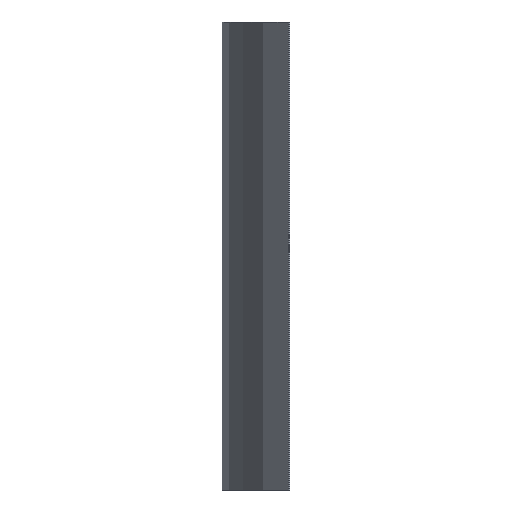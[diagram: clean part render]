
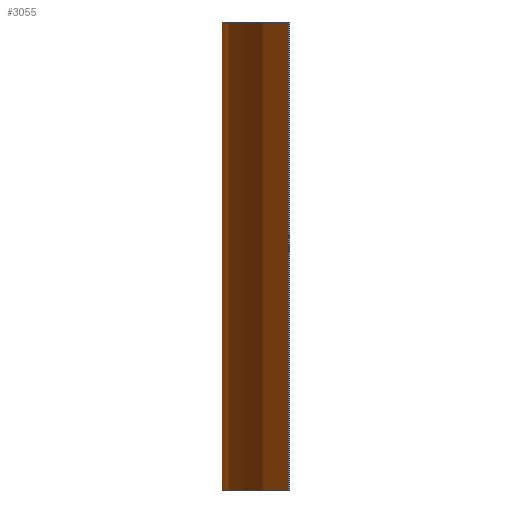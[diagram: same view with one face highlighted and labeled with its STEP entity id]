
A CAD part, left-side view. The second image highlights one B-rep face of the part: STEP entity #3055.
In plain terms, the highlighted cylindrical face has radius 54.7 mm (diameter 109.401 mm), a partial arc.
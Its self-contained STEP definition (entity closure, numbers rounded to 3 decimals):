
#61 = LINE ( 'NONE', #1985, #2605 ) ;
#226 = DIRECTION ( 'NONE',  ( 1., 0., 0. ) ) ;
#244 = VERTEX_POINT ( 'NONE', #1486 ) ;
#266 = CARTESIAN_POINT ( 'NONE',  ( 228.306, -163.508, -100. ) ) ;
#355 = DIRECTION ( 'NONE',  ( 1., 0., 0. ) ) ;
#524 = EDGE_CURVE ( 'NONE', #2519, #1268, #1891, .T. ) ;
#792 = DIRECTION ( 'NONE',  ( 0., 0., 1. ) ) ;
#925 = CIRCLE ( 'NONE', #3732, 54.7 ) ;
#1075 = EDGE_CURVE ( 'NONE', #2519, #4058, #925, .T. ) ;
#1081 = ORIENTED_EDGE ( 'NONE', *, *, #1075, .T. ) ;
#1164 = EDGE_CURVE ( 'NONE', #1268, #244, #2016, .T. ) ;
#1268 = VERTEX_POINT ( 'NONE', #1565 ) ;
#1299 = DIRECTION ( 'NONE',  ( 0., 0., 1. ) ) ;
#1475 = CARTESIAN_POINT ( 'NONE',  ( 228.306, -163.508, -100. ) ) ;
#1486 = CARTESIAN_POINT ( 'NONE',  ( 154.437, -163.508, 0. ) ) ;
#1565 = CARTESIAN_POINT ( 'NONE',  ( 228.306, -163.508, 0. ) ) ;
#1891 = LINE ( 'NONE', #1475, #3459 ) ;
#1974 = AXIS2_PLACEMENT_3D ( 'NONE', #4019, #2136, #226 ) ;
#1985 = CARTESIAN_POINT ( 'NONE',  ( 154.437, -163.508, -100. ) ) ;
#2016 = CIRCLE ( 'NONE', #1974, 54.7 ) ;
#2136 = DIRECTION ( 'NONE',  ( 0., 0., 1. ) ) ;
#2220 = ORIENTED_EDGE ( 'NONE', *, *, #1164, .F. ) ;
#2263 = CARTESIAN_POINT ( 'NONE',  ( 191.372, -203.856, -100. ) ) ;
#2299 = DIRECTION ( 'NONE',  ( 0., 0., 1. ) ) ;
#2519 = VERTEX_POINT ( 'NONE', #266 ) ;
#2605 = VECTOR ( 'NONE', #2299, 1000. ) ;
#2636 = ORIENTED_EDGE ( 'NONE', *, *, #524, .F. ) ;
#2673 = AXIS2_PLACEMENT_3D ( 'NONE', #2263, #1299, #355 ) ;
#2695 = CARTESIAN_POINT ( 'NONE',  ( 191.372, -203.856, -100. ) ) ;
#2764 = FACE_OUTER_BOUND ( 'NONE', #3560, .T. ) ;
#2961 = ORIENTED_EDGE ( 'NONE', *, *, #4015, .T. ) ;
#3016 = DIRECTION ( 'NONE',  ( 1., 0., 0. ) ) ;
#3055 = ADVANCED_FACE ( 'NONE', ( #2764 ), #3497, .T. ) ;
#3264 = CARTESIAN_POINT ( 'NONE',  ( 154.437, -163.508, -100. ) ) ;
#3459 = VECTOR ( 'NONE', #3678, 1000. ) ;
#3497 = CYLINDRICAL_SURFACE ( 'NONE', #2673, 54.7 ) ;
#3560 = EDGE_LOOP ( 'NONE', ( #2220, #2636, #1081, #2961 ) ) ;
#3678 = DIRECTION ( 'NONE',  ( 0., 0., 1. ) ) ;
#3732 = AXIS2_PLACEMENT_3D ( 'NONE', #2695, #792, #3016 ) ;
#4015 = EDGE_CURVE ( 'NONE', #4058, #244, #61, .T. ) ;
#4019 = CARTESIAN_POINT ( 'NONE',  ( 191.372, -203.856, 0. ) ) ;
#4058 = VERTEX_POINT ( 'NONE', #3264 ) ;
